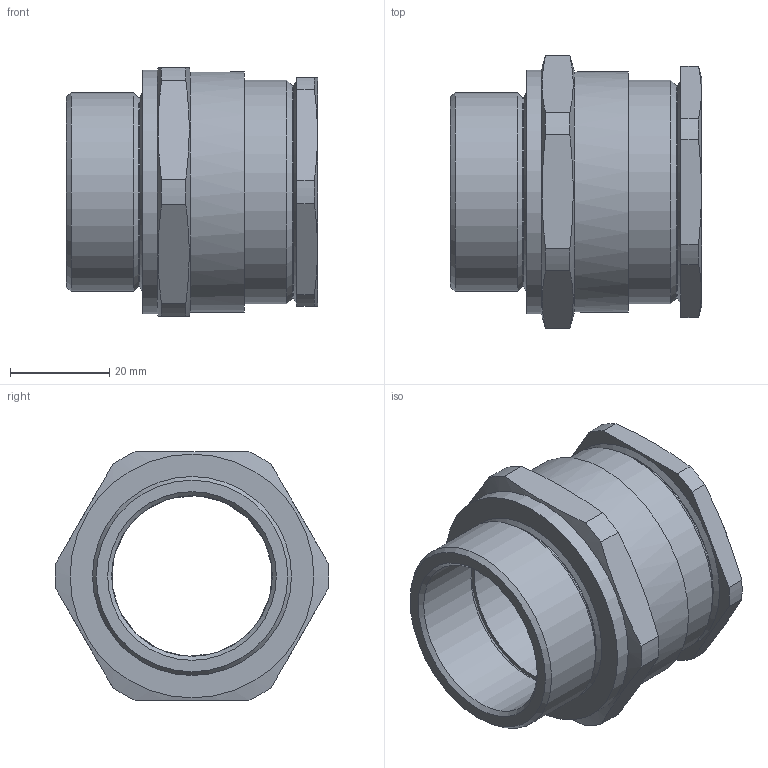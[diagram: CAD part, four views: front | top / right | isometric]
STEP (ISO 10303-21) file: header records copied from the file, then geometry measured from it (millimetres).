
FILE_DESCRIPTION (( 'STEP AP203' ), '1' );
FILE_NAME ('40A21RA.STEP', '2016-04-25T15:18:22', ( 'bel-it' ), ( '' ), 'SwSTEP 2.0', 'SolidWorks 2014', '' );
FILE_SCHEMA (( 'CONFIG_CONTROL_DESIGN' ));
Length unit declared in the file: millimetre
Products named in the file (1): 40A21RA
Bounding box: 50.49 x 54.97 x 50 mm (x, y, z)
Surface area: 18045.7 mm2 (no closed solid volume)
Topology: 0 solids, 5 shells, 59 faces, 276 edges, 225 vertices
Faces by surface type: cylinder 22, plane 20, cone 16, torus 1
Full cylindrical faces by diameter (mm): 32.3 x1, 32.4 x1, 37.25 x1, 37.971 x1, 40 x1, 40.3 x1, 42.718 x1, 45 x1, 48.3 x1, 49 x1
Entity records: 3981 total; most frequent: CARTESIAN_POINT 1926, ORIENTED_EDGE 358, DIRECTION 340, EDGE_CURVE 252, VERTEX_POINT 222, AXIS2_PLACEMENT_3D 122, EDGE_LOOP 105, LINE 96
